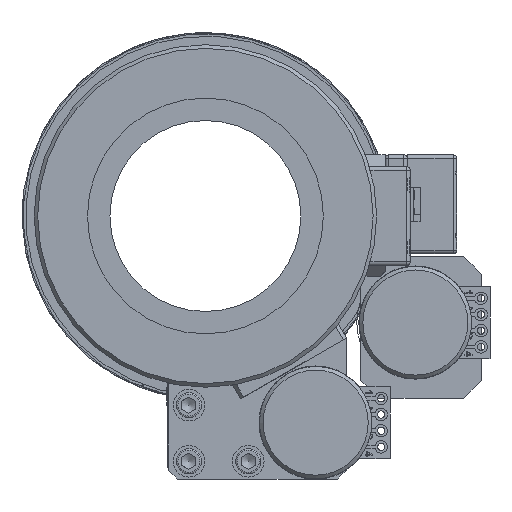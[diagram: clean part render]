
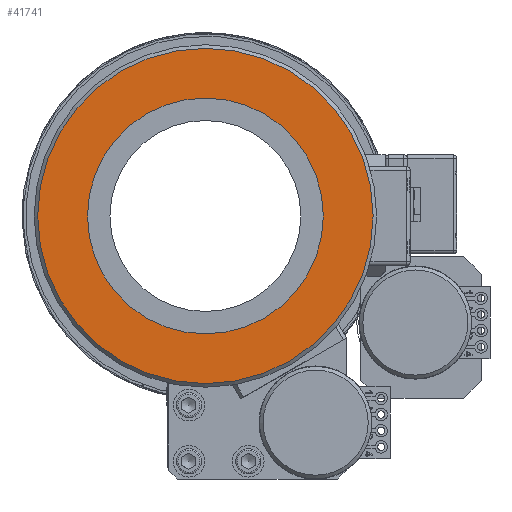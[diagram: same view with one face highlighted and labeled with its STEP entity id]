
A CAD part, front view. The second image highlights one B-rep face of the part: STEP entity #41741.
In plain terms, the highlighted face is planar.
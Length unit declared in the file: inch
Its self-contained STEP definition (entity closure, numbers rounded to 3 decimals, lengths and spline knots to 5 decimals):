
#41710=CARTESIAN_POINT('',(0.67903,0.933,0.));
#41711=VERTEX_POINT('',#41710);
#41712=CARTESIAN_POINT('',(0.67903,0.0,0.0));
#41713=DIRECTION('',(-1.0,0.0,0.0));
#41714=DIRECTION('',(0.0,-1.0,0.0));
#41715=AXIS2_PLACEMENT_3D('',#41712,#41713,#41714);
#41716=CIRCLE('',#41715,0.933);
#41717=EDGE_CURVE('',#41711,#41711,#41716,.T.);
#41722=CARTESIAN_POINT('',(0.67903,0.77557,0.0));
#41723=DIRECTION('',(1.0,0.0,0.0));
#41724=DIRECTION('',(0.0,0.0,-1.0));
#41725=AXIS2_PLACEMENT_3D('',#41722,#41723,#41724);
#41726=PLANE('',#41725);
#41727=ORIENTED_EDGE('',*,*,#41717,.F.);
#41728=EDGE_LOOP('',(#41727));
#41729=FACE_OUTER_BOUND('',#41728,.T.);
#41730=CARTESIAN_POINT('',(0.67903,0.59813,0.0));
#41731=VERTEX_POINT('',#41730);
#41732=CARTESIAN_POINT('',(0.67903,0.0,0.0));
#41733=DIRECTION('',(1.0,0.0,0.0));
#41734=DIRECTION('',(0.0,1.0,0.0));
#41735=AXIS2_PLACEMENT_3D('',#41732,#41733,#41734);
#41736=CIRCLE('',#41735,0.59813);
#41737=EDGE_CURVE('',#41731,#41731,#41736,.T.);
#41738=ORIENTED_EDGE('',*,*,#41737,.F.);
#41739=EDGE_LOOP('',(#41738));
#41740=FACE_BOUND('',#41739,.T.);
#41741=ADVANCED_FACE('',(#41729,#41740),#41726,.T.);
